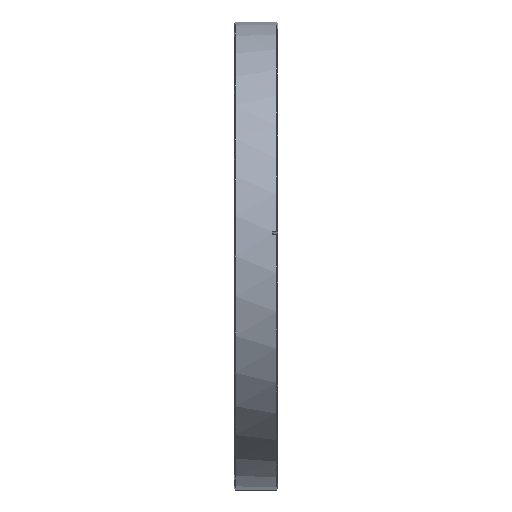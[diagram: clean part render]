
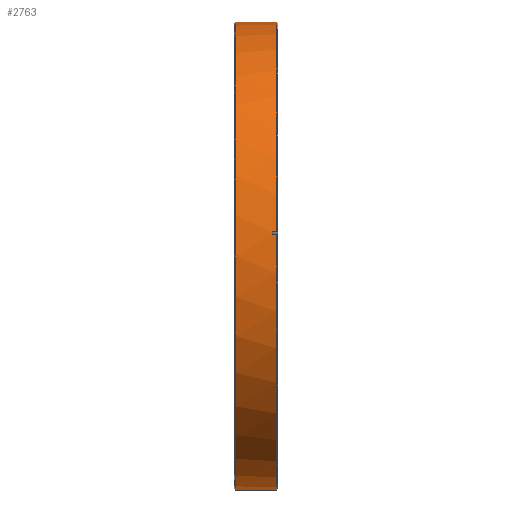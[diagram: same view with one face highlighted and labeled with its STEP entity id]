
A CAD part, front view. The second image highlights one B-rep face of the part: STEP entity #2763.
In plain terms, the highlighted cylindrical face has radius 152.997 mm (diameter 305.994 mm), a partial arc.
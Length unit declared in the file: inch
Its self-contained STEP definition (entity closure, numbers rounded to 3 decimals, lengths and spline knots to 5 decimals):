
#12 = CARTESIAN_POINT ( 'NONE',  ( 1.09, 0., 0. ) ) ;
#81 = DIRECTION ( 'NONE',  ( 1., 0., 0. ) ) ;
#110 = CARTESIAN_POINT ( 'NONE',  ( 0.98, -5.99553, 0.58012 ) ) ;
#175 = CARTESIAN_POINT ( 'NONE',  ( 0., 0., 6.0235 ) ) ;
#276 = DIRECTION ( 'NONE',  ( -1., 0., 0. ) ) ;
#291 = B_SPLINE_CURVE_WITH_KNOTS ( 'NONE', 3,
 ( #1144, #2527, #110, #1721 ),
 .UNSPECIFIED., .F., .F.,
 ( 4, 4 ),
 ( 0., 0.00157 ),
 .UNSPECIFIED. ) ;
#316 = VECTOR ( 'NONE', #2239, 39.37008 ) ;
#349 = CARTESIAN_POINT ( 'NONE',  ( 0., 0., 0. ) ) ;
#364 = AXIS2_PLACEMENT_3D ( 'NONE', #349, #2505, #2002 ) ;
#386 = VERTEX_POINT ( 'NONE', #1021 ) ;
#391 = DIRECTION ( 'NONE',  ( -1., 0., 0. ) ) ;
#399 = CIRCLE ( 'NONE', #1690, 6.0235 ) ;
#434 = VERTEX_POINT ( 'NONE', #3152 ) ;
#468 = CARTESIAN_POINT ( 'NONE',  ( 0.03, 0., -6.0235 ) ) ;
#502 = VERTEX_POINT ( 'NONE', #468 ) ;
#570 = VECTOR ( 'NONE', #802, 39.37008 ) ;
#582 = CARTESIAN_POINT ( 'NONE',  ( 1.09, -5.99138, 0.62125 ) ) ;
#705 = VERTEX_POINT ( 'NONE', #2301 ) ;
#756 = LINE ( 'NONE', #1593, #570 ) ;
#767 = EDGE_CURVE ( 'NONE', #434, #2405, #2740, .T. ) ;
#802 = DIRECTION ( 'NONE',  ( -1., 0., 0. ) ) ;
#810 = CARTESIAN_POINT ( 'NONE',  ( 0.97999, -5.99138, 0.62125 ) ) ;
#908 = VERTEX_POINT ( 'NONE', #3432 ) ;
#967 = ORIENTED_EDGE ( 'NONE', *, *, #3269, .T. ) ;
#1017 = VERTEX_POINT ( 'NONE', #582 ) ;
#1021 = CARTESIAN_POINT ( 'NONE',  ( 1.09, 0., 6.0235 ) ) ;
#1071 = EDGE_CURVE ( 'NONE', #2405, #705, #1395, .T. ) ;
#1134 = DIRECTION ( 'NONE',  ( -1., 0., 0. ) ) ;
#1144 = CARTESIAN_POINT ( 'NONE',  ( 0.97999, -5.99138, 0.62125 ) ) ;
#1244 = DIRECTION ( 'NONE',  ( -1., 0., 0. ) ) ;
#1293 = ORIENTED_EDGE ( 'NONE', *, *, #3207, .T. ) ;
#1356 = AXIS2_PLACEMENT_3D ( 'NONE', #12, #276, #2978 ) ;
#1395 = LINE ( 'NONE', #2502, #316 ) ;
#1593 = CARTESIAN_POINT ( 'NONE',  ( 0., 0., -6.0235 ) ) ;
#1600 = FACE_OUTER_BOUND ( 'NONE', #1637, .T. ) ;
#1637 = EDGE_LOOP ( 'NONE', ( #3010, #2645, #2468, #2817, #2667, #2145, #967, #1293 ) ) ;
#1690 = AXIS2_PLACEMENT_3D ( 'NONE', #2499, #81, #1751 ) ;
#1721 = CARTESIAN_POINT ( 'NONE',  ( 0.97999, -5.99745, 0.55955 ) ) ;
#1751 = DIRECTION ( 'NONE',  ( 0., 0., -1. ) ) ;
#2002 = DIRECTION ( 'NONE',  ( 0., 0., 1. ) ) ;
#2005 = VECTOR ( 'NONE', #1134, 39.37008 ) ;
#2049 = EDGE_CURVE ( 'NONE', #1017, #2700, #3330, .T. ) ;
#2145 = ORIENTED_EDGE ( 'NONE', *, *, #3354, .T. ) ;
#2239 = DIRECTION ( 'NONE',  ( -1., 0., 0. ) ) ;
#2301 = CARTESIAN_POINT ( 'NONE',  ( 0.97999, -5.99745, 0.55955 ) ) ;
#2405 = VERTEX_POINT ( 'NONE', #3341 ) ;
#2468 = ORIENTED_EDGE ( 'NONE', *, *, #1071, .T. ) ;
#2499 = CARTESIAN_POINT ( 'NONE',  ( 0.03, 0., 0. ) ) ;
#2502 = CARTESIAN_POINT ( 'NONE',  ( 0., -5.99745, 0.55955 ) ) ;
#2505 = DIRECTION ( 'NONE',  ( -1., 0., 0. ) ) ;
#2508 = CARTESIAN_POINT ( 'NONE',  ( 1.09, 0., 0. ) ) ;
#2527 = CARTESIAN_POINT ( 'NONE',  ( 0.98, -5.99351, 0.60069 ) ) ;
#2561 = DIRECTION ( 'NONE',  ( 0., 0., 1. ) ) ;
#2592 = LINE ( 'NONE', #175, #3391 ) ;
#2645 = ORIENTED_EDGE ( 'NONE', *, *, #767, .T. ) ;
#2658 = CIRCLE ( 'NONE', #1356, 6.0235 ) ;
#2667 = ORIENTED_EDGE ( 'NONE', *, *, #2049, .F. ) ;
#2700 = VERTEX_POINT ( 'NONE', #810 ) ;
#2740 = CIRCLE ( 'NONE', #3197, 6.0235 ) ;
#2763 = ADVANCED_FACE ( 'NONE', ( #1600 ), #3041, .T. ) ;
#2817 = ORIENTED_EDGE ( 'NONE', *, *, #2876, .F. ) ;
#2876 = EDGE_CURVE ( 'NONE', #2700, #705, #291, .T. ) ;
#2978 = DIRECTION ( 'NONE',  ( 0., 0., 1. ) ) ;
#3010 = ORIENTED_EDGE ( 'NONE', *, *, #3440, .F. ) ;
#3028 = CARTESIAN_POINT ( 'NONE',  ( 0., -5.99138, 0.62125 ) ) ;
#3041 = CYLINDRICAL_SURFACE ( 'NONE', #364, 6.0235 ) ;
#3152 = CARTESIAN_POINT ( 'NONE',  ( 1.09, 0., -6.0235 ) ) ;
#3197 = AXIS2_PLACEMENT_3D ( 'NONE', #2508, #391, #2561 ) ;
#3207 = EDGE_CURVE ( 'NONE', #908, #502, #399, .T. ) ;
#3269 = EDGE_CURVE ( 'NONE', #386, #908, #2592, .T. ) ;
#3330 = LINE ( 'NONE', #3028, #2005 ) ;
#3341 = CARTESIAN_POINT ( 'NONE',  ( 1.09, -5.99745, 0.55955 ) ) ;
#3354 = EDGE_CURVE ( 'NONE', #1017, #386, #2658, .T. ) ;
#3391 = VECTOR ( 'NONE', #1244, 39.37008 ) ;
#3432 = CARTESIAN_POINT ( 'NONE',  ( 0.03, 0., 6.0235 ) ) ;
#3440 = EDGE_CURVE ( 'NONE', #434, #502, #756, .T. ) ;
